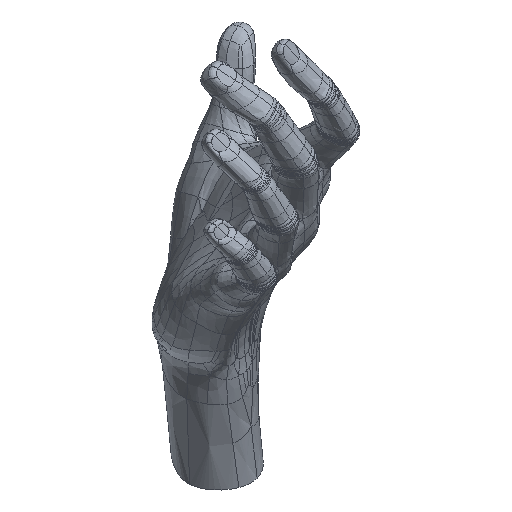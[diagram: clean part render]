
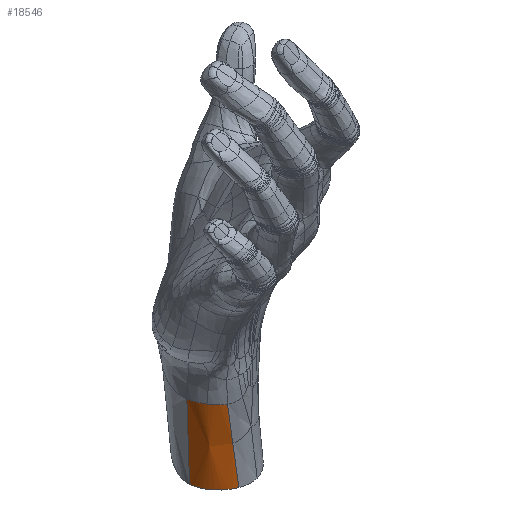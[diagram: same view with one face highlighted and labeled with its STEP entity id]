
A CAD part, isometric view. The second image highlights one B-rep face of the part: STEP entity #18546.
In plain terms, the highlighted free-form (B-spline) face has degree [3, 3] with [5, 5] control points.
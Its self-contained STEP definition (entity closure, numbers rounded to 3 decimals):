
#11452 = VERTEX_POINT('',#11453);
#11453 = CARTESIAN_POINT('',(-455.947,-948.753,
    0.));
#11464 = EDGE_CURVE('',#11452,#11465,#11467,.T.);
#11465 = VERTEX_POINT('',#11466);
#11466 = CARTESIAN_POINT('',(-444.382,-963.408,
    0.));
#11467 = B_SPLINE_CURVE_WITH_KNOTS('',3,(#11468,#11469,#11470,#11471,
    #11472,#11473,#11474,#11475,#11476,#11477),.UNSPECIFIED.,.F.,.F.,(4,
    2,2,2,4),(0.,0.324,0.653,0.984,
    1.308),.UNSPECIFIED.);
#11468 = CARTESIAN_POINT('',(-455.947,-948.753,
    0.));
#11469 = CARTESIAN_POINT('',(-455.853,-950.368,
    0.));
#11470 = CARTESIAN_POINT('',(-455.449,-951.945,
    0.));
#11471 = CARTESIAN_POINT('',(-454.166,-954.948,
    0.));
#11472 = CARTESIAN_POINT('',(-453.279,-956.368,
    0.));
#11473 = CARTESIAN_POINT('',(-451.189,-958.925,
    0.));
#11474 = CARTESIAN_POINT('',(-449.967,-960.082,
    0.));
#11475 = CARTESIAN_POINT('',(-447.329,-962.02,
    0.));
#11476 = CARTESIAN_POINT('',(-445.892,-962.827,
    0.));
#11477 = CARTESIAN_POINT('',(-444.382,-963.408,
    0.));
#13587 = VERTEX_POINT('',#13588);
#13588 = CARTESIAN_POINT('',(-447.93,-960.945,
    38.929));
#17384 = EDGE_CURVE('',#11465,#17385,#17387,.T.);
#17385 = VERTEX_POINT('',#17386);
#17386 = CARTESIAN_POINT('',(-446.024,-961.812,
    20.406));
#17387 = B_SPLINE_CURVE_WITH_KNOTS('',7,(#17388,#17389,#17390,#17391,
    #17392,#17393,#17394,#17395,#17396,#17397,#17398,#17399,#17400),
  .UNSPECIFIED.,.F.,.F.,(8,5,8),(0.15,0.5,1.),.UNSPECIFIED.);
#17388 = CARTESIAN_POINT('',(-444.382,-963.408,
    0.));
#17389 = CARTESIAN_POINT('',(-444.475,-963.301,
    1.262));
#17390 = CARTESIAN_POINT('',(-444.567,-963.195,
    2.521));
#17391 = CARTESIAN_POINT('',(-444.66,-963.089,
    3.776));
#17392 = CARTESIAN_POINT('',(-444.753,-962.985,
    5.026));
#17393 = CARTESIAN_POINT('',(-444.847,-962.882,
    6.268));
#17394 = CARTESIAN_POINT('',(-445.076,-962.637,
    9.264));
#17395 = CARTESIAN_POINT('',(-445.309,-962.404,
    12.203));
#17396 = CARTESIAN_POINT('',(-445.448,-962.272,
    13.907));
#17397 = CARTESIAN_POINT('',(-445.588,-962.146,
    15.584));
#17398 = CARTESIAN_POINT('',(-445.731,-962.027,
    17.228));
#17399 = CARTESIAN_POINT('',(-445.876,-961.915,
    18.837));
#17400 = CARTESIAN_POINT('',(-446.024,-961.812,
    20.406));
#18334 = EDGE_CURVE('',#17385,#13587,#18335,.T.);
#18335 = B_SPLINE_CURVE_WITH_KNOTS('',7,(#18336,#18337,#18338,#18339,
    #18340,#18341,#18342,#18343,#18344,#18345,#18346,#18347,#18348),
  .UNSPECIFIED.,.F.,.F.,(8,5,8),(0.,0.5,1.),.UNSPECIFIED.);
#18336 = CARTESIAN_POINT('',(-446.024,-961.812,
    20.406));
#18337 = CARTESIAN_POINT('',(-446.172,-961.709,
    21.975));
#18338 = CARTESIAN_POINT('',(-446.322,-961.614,
    23.504));
#18339 = CARTESIAN_POINT('',(-446.474,-961.527,
    24.993));
#18340 = CARTESIAN_POINT('',(-446.626,-961.447,
    26.441));
#18341 = CARTESIAN_POINT('',(-446.777,-961.375,
    27.848));
#18342 = CARTESIAN_POINT('',(-447.071,-961.243,
    30.58));
#18343 = CARTESIAN_POINT('',(-447.349,-961.136,
    33.147));
#18344 = CARTESIAN_POINT('',(-447.482,-961.089,
    34.388));
#18345 = CARTESIAN_POINT('',(-447.609,-961.046,
    35.587));
#18346 = CARTESIAN_POINT('',(-447.726,-961.008,
    36.744));
#18347 = CARTESIAN_POINT('',(-447.834,-960.975,
    37.858));
#18348 = CARTESIAN_POINT('',(-447.93,-960.945,
    38.929));
#18546 = ADVANCED_FACE('',(#18547),#18588,.T.);
#18547 = FACE_BOUND('',#18548,.T.);
#18548 = EDGE_LOOP('',(#18549,#18559,#18578,#18585,#18586,#18587));
#18549 = ORIENTED_EDGE('',*,*,#18550,.T.);
#18550 = EDGE_CURVE('',#11452,#18551,#18553,.T.);
#18551 = VERTEX_POINT('',#18552);
#18552 = CARTESIAN_POINT('',(-457.234,-948.577,
    39.914));
#18553 = B_SPLINE_CURVE_WITH_KNOTS('',3,(#18554,#18555,#18556,#18557,
    #18558),.UNSPECIFIED.,.F.,.F.,(4,1,4),(0.077,0.5,1.),
  .UNSPECIFIED.);
#18554 = CARTESIAN_POINT('',(-455.947,-948.753,
    0.));
#18555 = CARTESIAN_POINT('',(-456.222,-948.616,
    6.958));
#18556 = CARTESIAN_POINT('',(-456.806,-948.339,
    21.966));
#18557 = CARTESIAN_POINT('',(-457.168,-948.374,
    34.536));
#18558 = CARTESIAN_POINT('',(-457.234,-948.577,
    39.914));
#18559 = ORIENTED_EDGE('',*,*,#18560,.T.);
#18560 = EDGE_CURVE('',#18551,#18561,#18563,.T.);
#18561 = VERTEX_POINT('',#18562);
#18562 = CARTESIAN_POINT('',(-454.029,-956.363,
    39.776));
#18563 = B_SPLINE_CURVE_WITH_KNOTS('',7,(#18564,#18565,#18566,#18567,
    #18568,#18569,#18570,#18571,#18572,#18573,#18574,#18575,#18576,
    #18577),.UNSPECIFIED.,.F.,.F.,(8,6,8),(0.,0.5,1.),.UNSPECIFIED.);
#18564 = CARTESIAN_POINT('',(-457.234,-948.577,
    39.914));
#18565 = CARTESIAN_POINT('',(-457.167,-949.21,
    39.933));
#18566 = CARTESIAN_POINT('',(-457.069,-949.836,
    39.95));
#18567 = CARTESIAN_POINT('',(-456.941,-950.453,
    39.964));
#18568 = CARTESIAN_POINT('',(-456.785,-951.059,
    39.974));
#18569 = CARTESIAN_POINT('',(-456.601,-951.653,
    39.98));
#18570 = CARTESIAN_POINT('',(-456.391,-952.232,
    39.981));
#18571 = CARTESIAN_POINT('',(-455.921,-953.361,
    39.969));
#18572 = CARTESIAN_POINT('',(-455.661,-953.909,
    39.957));
#18573 = CARTESIAN_POINT('',(-455.377,-954.441,
    39.938));
#18574 = CARTESIAN_POINT('',(-455.071,-954.953,
    39.912));
#18575 = CARTESIAN_POINT('',(-454.744,-955.446,
    39.876));
#18576 = CARTESIAN_POINT('',(-454.396,-955.916,
    39.831));
#18577 = CARTESIAN_POINT('',(-454.029,-956.363,
    39.776));
#18578 = ORIENTED_EDGE('',*,*,#18579,.T.);
#18579 = EDGE_CURVE('',#18561,#13587,#18580,.T.);
#18580 = B_SPLINE_CURVE_WITH_KNOTS('',3,(#18581,#18582,#18583,#18584),
  .UNSPECIFIED.,.F.,.F.,(4,4),(-1.,0.),
  .PIECEWISE_BEZIER_KNOTS.);
#18581 = CARTESIAN_POINT('',(-454.029,-956.363,
    39.776));
#18582 = CARTESIAN_POINT('',(-452.318,-958.447,
    39.518));
#18583 = CARTESIAN_POINT('',(-450.075,-959.871,
    38.971));
#18584 = CARTESIAN_POINT('',(-447.93,-960.945,
    38.929));
#18585 = ORIENTED_EDGE('',*,*,#18334,.F.);
#18586 = ORIENTED_EDGE('',*,*,#17384,.F.);
#18587 = ORIENTED_EDGE('',*,*,#11464,.F.);
#18588 = B_SPLINE_SURFACE_WITH_KNOTS('',3,3,(
    (#18589,#18590,#18591,#18592,#18593)
    ,(#18594,#18595,#18596,#18597,#18598)
    ,(#18599,#18600,#18601,#18602,#18603)
    ,(#18604,#18605,#18606,#18607,#18608)
    ,(#18609,#18610,#18611,#18612,#18613
    )),.UNSPECIFIED.,.F.,.F.,.F.,(4,1,4),(4,1,4),(0.,0.5,1.),(0.,0.5,1.)
  ,.QUASI_UNIFORM_KNOTS.);
#18589 = CARTESIAN_POINT('',(-455.797,-948.829,
    -3.792));
#18590 = CARTESIAN_POINT('',(-455.618,-952.055,
    -3.792));
#18591 = CARTESIAN_POINT('',(-452.776,-958.358,
    -3.792));
#18592 = CARTESIAN_POINT('',(-447.11,-962.583,
    -3.792));
#18593 = CARTESIAN_POINT('',(-444.106,-963.73,
    -3.792));
#18594 = CARTESIAN_POINT('',(-456.124,-948.664,
    4.445));
#18595 = CARTESIAN_POINT('',(-455.927,-951.827,
    4.412));
#18596 = CARTESIAN_POINT('',(-453.148,-957.881,
    4.271));
#18597 = CARTESIAN_POINT('',(-447.642,-961.893,
    4.405));
#18598 = CARTESIAN_POINT('',(-444.72,-963.012,
    4.646));
#18599 = CARTESIAN_POINT('',(-456.776,-948.336,
    20.921));
#18600 = CARTESIAN_POINT('',(-456.547,-951.37,
    20.82));
#18601 = CARTESIAN_POINT('',(-453.892,-956.927,
    20.399));
#18602 = CARTESIAN_POINT('',(-448.707,-960.513,
    20.801));
#18603 = CARTESIAN_POINT('',(-445.948,-961.576,
    21.523));
#18604 = CARTESIAN_POINT('',(-457.168,-948.374,
    34.536));
#18605 = CARTESIAN_POINT('',(-456.889,-951.338,
    34.513));
#18606 = CARTESIAN_POINT('',(-454.412,-956.736,
    34.264));
#18607 = CARTESIAN_POINT('',(-449.774,-959.938,
    33.728));
#18608 = CARTESIAN_POINT('',(-447.48,-961.084,
    33.932));
#18609 = CARTESIAN_POINT('',(-457.234,-948.577,
    39.914));
#18610 = CARTESIAN_POINT('',(-456.921,-951.533,
    40.002));
#18611 = CARTESIAN_POINT('',(-454.56,-957.023,
    40.065));
#18612 = CARTESIAN_POINT('',(-450.075,-959.871,
    38.971));
#18613 = CARTESIAN_POINT('',(-447.93,-960.945,
    38.929));
